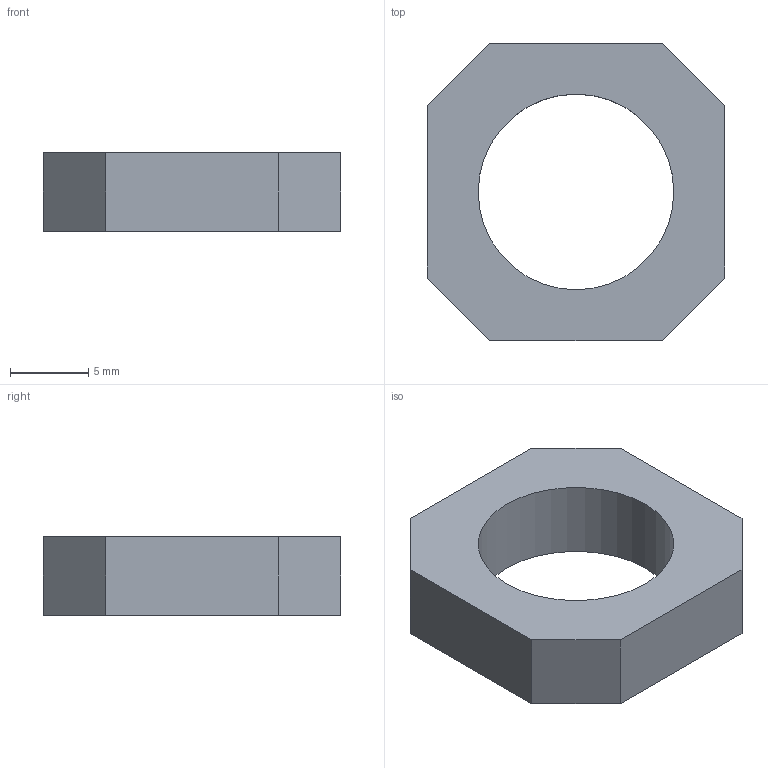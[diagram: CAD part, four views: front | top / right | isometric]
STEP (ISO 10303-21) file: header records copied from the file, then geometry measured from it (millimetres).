
FILE_DESCRIPTION((''),'2;1');
FILE_NAME('SV4120V.ipt.step','2007-09-10T15:15:17',(''),(''),'Autodesk Inventor 11','Autodesk Inventor 11','');
FILE_SCHEMA(('AUTOMOTIVE_DESIGN { 1 0 10303 214 1 1 1 1 }'));
Length unit declared in the file: millimetre
Products named in the file (1): SV4120V
Bounding box: 19 x 19 x 5 mm (x, y, z)
Volume: 1031.5 mm3; surface area: 942 mm2
Topology: 1 solids, 1 shells, 11 faces, 28 edges, 19 vertices
Faces by surface type: plane 10, bspline 1
Entity records: 358 total; most frequent: CARTESIAN_POINT 73, ORIENTED_EDGE 52, DIRECTION 50, EDGE_CURVE 26, VECTOR 24, LINE 24, VERTEX_POINT 18, EDGE_LOOP 14
